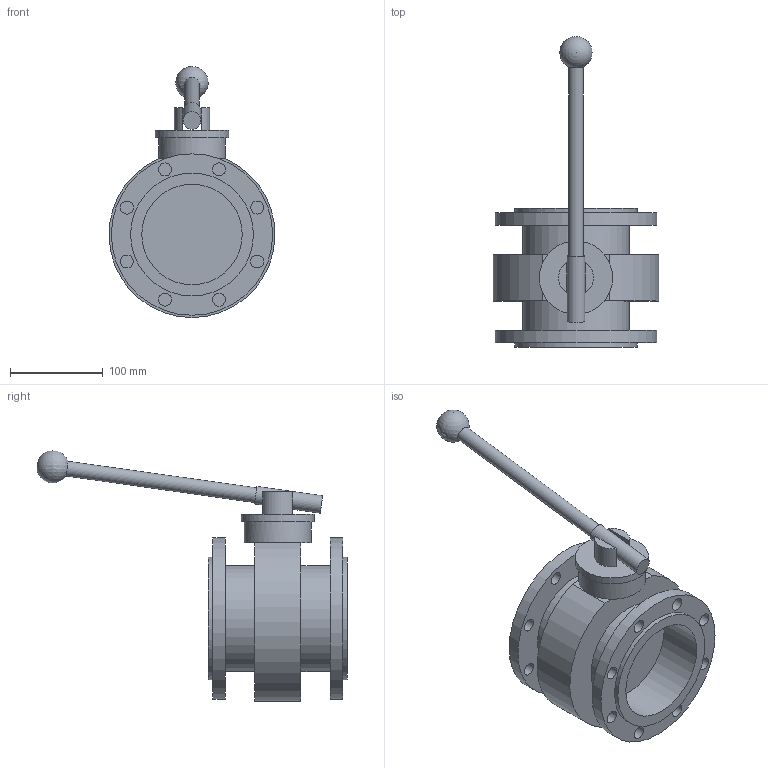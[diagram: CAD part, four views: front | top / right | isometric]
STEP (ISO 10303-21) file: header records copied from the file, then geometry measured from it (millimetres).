
FILE_DESCRIPTION(/* description */ (''),/* implementation_level */ '2;1');
FILE_NAME(/* name */ 'BVM_T_45.stp',/* time_stamp */ '2021-08-19T16:03:11+09:00',/* author */ ('m'),/* organization */ (''),/* preprocessor_version */ 'ST-DEVELOPER v18.1',/* originating_system */ 'Autodesk Inventor 2021',/* authorisation */ '');
FILE_SCHEMA (('AUTOMOTIVE_DESIGN { 1 0 10303 214 3 1 1 }'));
Length unit declared in the file: millimetre
Products named in the file (1): BVM_45_T
Bounding box: 178.88 x 334.94 x 270.7 mm (x, y, z)
Volume: 1936063.8 mm3; surface area: 244141.3 mm2
Topology: 2 solids, 2 shells, 54 faces, 113 edges, 74 vertices
Faces by surface type: cylinder 31, plane 22, sphere 1
Full cylindrical faces by diameter (mm): 14 x16, 16 x1, 19 x1, 72 x1, 79 x1, 108.3 x2, 114.3 x2, 132.4 x2, 174 x2
Entity records: 1576 total; most frequent: DIRECTION 288, CARTESIAN_POINT 240, ORIENTED_EDGE 222, AXIS2_PLACEMENT_3D 122, EDGE_CURVE 111, EDGE_LOOP 99, VERTEX_POINT 74, CIRCLE 67
